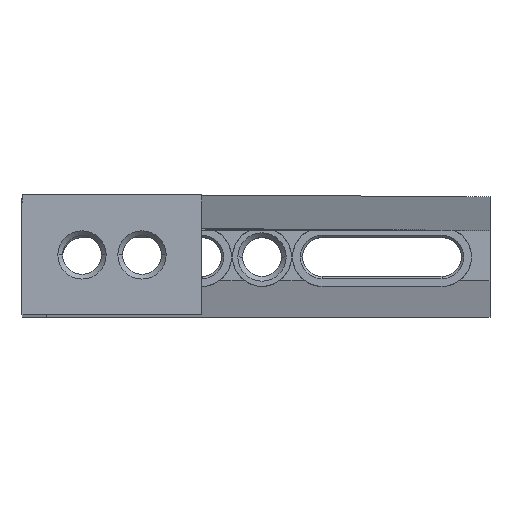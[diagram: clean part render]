
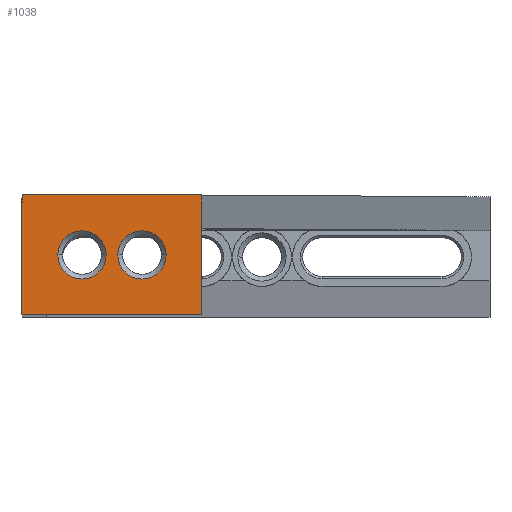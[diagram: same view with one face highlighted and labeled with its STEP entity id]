
A CAD part, top view. The second image highlights one B-rep face of the part: STEP entity #1038.
In plain terms, the highlighted planar face has unit normal (0, 0, 1).
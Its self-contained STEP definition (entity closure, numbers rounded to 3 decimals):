
#1038=ADVANCED_FACE('',(#2403,#2404,#2405),#2406,.T.);
#2403=FACE_OUTER_BOUND('',#4110,.T.);
#2404=FACE_BOUND('',#4111,.T.);
#2405=FACE_BOUND('',#4112,.T.);
#2406=PLANE('',#4113);
#4110=EDGE_LOOP('',(#7112,#7113,#7114,#7115));
#4111=EDGE_LOOP('',(#7116,#7117));
#4112=EDGE_LOOP('',(#7118,#7119));
#4113=AXIS2_PLACEMENT_3D('',#7120,#7121,#7122);
#7112=ORIENTED_EDGE('',*,*,#10917,.T.);
#7113=ORIENTED_EDGE('',*,*,#10521,.T.);
#7114=ORIENTED_EDGE('',*,*,#10918,.T.);
#7115=ORIENTED_EDGE('',*,*,#9834,.T.);
#7116=ORIENTED_EDGE('',*,*,#10919,.F.);
#7117=ORIENTED_EDGE('',*,*,#10920,.F.);
#7118=ORIENTED_EDGE('',*,*,#10921,.F.);
#7119=ORIENTED_EDGE('',*,*,#10922,.F.);
#7120=CARTESIAN_POINT('',(75.,0.,500.0));
#7121=DIRECTION('',(0.,0.,1.0));
#7122=DIRECTION('',(0.,1.0,0.));
#9834=EDGE_CURVE('',#11698,#11696,#11699,.T.);
#10521=EDGE_CURVE('',#12842,#12843,#12844,.T.);
#10917=EDGE_CURVE('',#11696,#12842,#13414,.T.);
#10918=EDGE_CURVE('',#12843,#11698,#13415,.T.);
#10919=EDGE_CURVE('',#13416,#13417,#13418,.T.);
#10920=EDGE_CURVE('',#13417,#13416,#13419,.T.);
#10921=EDGE_CURVE('',#13420,#13421,#13422,.T.);
#10922=EDGE_CURVE('',#13421,#13420,#13423,.T.);
#11696=VERTEX_POINT('',#14322);
#11698=VERTEX_POINT('',#14325);
#11699=LINE('',#14326,#14327);
#12842=VERTEX_POINT('',#15724);
#12843=VERTEX_POINT('',#15725);
#12844=LINE('',#15726,#15727);
#13414=LINE('',#16429,#16430);
#13415=LINE('',#16431,#16432);
#13416=VERTEX_POINT('',#16433);
#13417=VERTEX_POINT('',#16434);
#13418=CIRCLE('',#16435,10.05);
#13419=CIRCLE('',#16436,10.05);
#13420=VERTEX_POINT('',#16437);
#13421=VERTEX_POINT('',#16438);
#13422=CIRCLE('',#16439,10.05);
#13423=CIRCLE('',#16440,10.05);
#14322=CARTESIAN_POINT('',(75.,0.,500.0));
#14325=CARTESIAN_POINT('',(75.,-50.0,500.0));
#14326=CARTESIAN_POINT('',(75.,-50.0,500.0));
#14327=VECTOR('',#17495,1.0);
#15724=CARTESIAN_POINT('',(0.,0.,500.0));
#15725=CARTESIAN_POINT('',(0.,-50.0,500.0));
#15726=CARTESIAN_POINT('',(0.,0.,500.0));
#15727=VECTOR('',#18626,1.0);
#16429=CARTESIAN_POINT('',(75.,0.,500.0));
#16430=VECTOR('',#19266,1.0);
#16431=CARTESIAN_POINT('',(0.,-50.0,500.0));
#16432=VECTOR('',#19267,1.0);
#16433=CARTESIAN_POINT('',(35.05,-25.0,500.0));
#16434=CARTESIAN_POINT('',(14.95,-25.0,500.0));
#16435=AXIS2_PLACEMENT_3D('',#19268,#19269,#19270);
#16436=AXIS2_PLACEMENT_3D('',#19271,#19272,#19273);
#16437=CARTESIAN_POINT('',(60.05,-25.0,500.0));
#16438=CARTESIAN_POINT('',(39.95,-25.0,500.0));
#16439=AXIS2_PLACEMENT_3D('',#19274,#19275,#19276);
#16440=AXIS2_PLACEMENT_3D('',#19277,#19278,#19279);
#17495=DIRECTION('',(0.,1.0,0.));
#18626=DIRECTION('',(0.,-1.0,0.0));
#19266=DIRECTION('',(-1.0,0.,0.));
#19267=DIRECTION('',(1.0,0.,0.));
#19268=CARTESIAN_POINT('',(25.,-25.0,500.0));
#19269=DIRECTION('',(0.,0.,1.0));
#19270=DIRECTION('',(-1.0,0.,0.));
#19271=CARTESIAN_POINT('',(25.,-25.0,500.0));
#19272=DIRECTION('',(0.,0.,1.0));
#19273=DIRECTION('',(-1.0,0.,0.));
#19274=CARTESIAN_POINT('',(50.,-25.0,500.0));
#19275=DIRECTION('',(0.,0.,1.0));
#19276=DIRECTION('',(-1.0,0.,0.));
#19277=CARTESIAN_POINT('',(50.,-25.0,500.0));
#19278=DIRECTION('',(0.,0.,1.0));
#19279=DIRECTION('',(-1.0,0.,0.));
